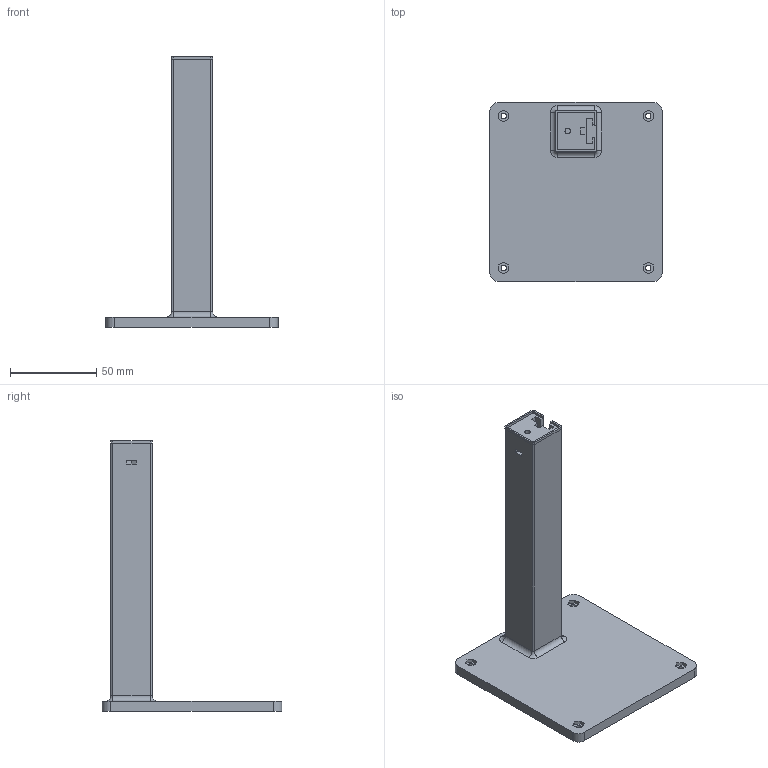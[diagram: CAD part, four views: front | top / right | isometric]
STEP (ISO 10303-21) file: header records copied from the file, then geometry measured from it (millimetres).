
FILE_DESCRIPTION(('FreeCAD Model'),'2;1');
FILE_NAME('Open CASCADE Shape Model','2024-07-09T17:48:18',(''),(''), 'Open CASCADE STEP processor 7.6','FreeCAD','Unknown');
FILE_SCHEMA(('AUTOMOTIVE_DESIGN { 1 0 10303 214 1 1 1 1 }'));
Length unit declared in the file: millimetre
Products named in the file (1): SlideBeamMainBody
Bounding box: 100 x 104.35 x 157.5 mm (x, y, z)
Volume: 138570.3 mm3; surface area: 41739.3 mm2
Topology: 1 solids, 1 shells, 109 faces, 280 edges, 180 vertices
Faces by surface type: plane 71, cylinder 34, torus 4
Full cylindrical faces by diameter (mm): 3.2 x6
Entity records: 3324 total; most frequent: CARTESIAN_POINT 570, DIRECTION 568, ORIENTED_EDGE 560, EDGE_CURVE 280, LINE 212, VECTOR 212, VERTEX_POINT 180, AXIS2_PLACEMENT_3D 178
